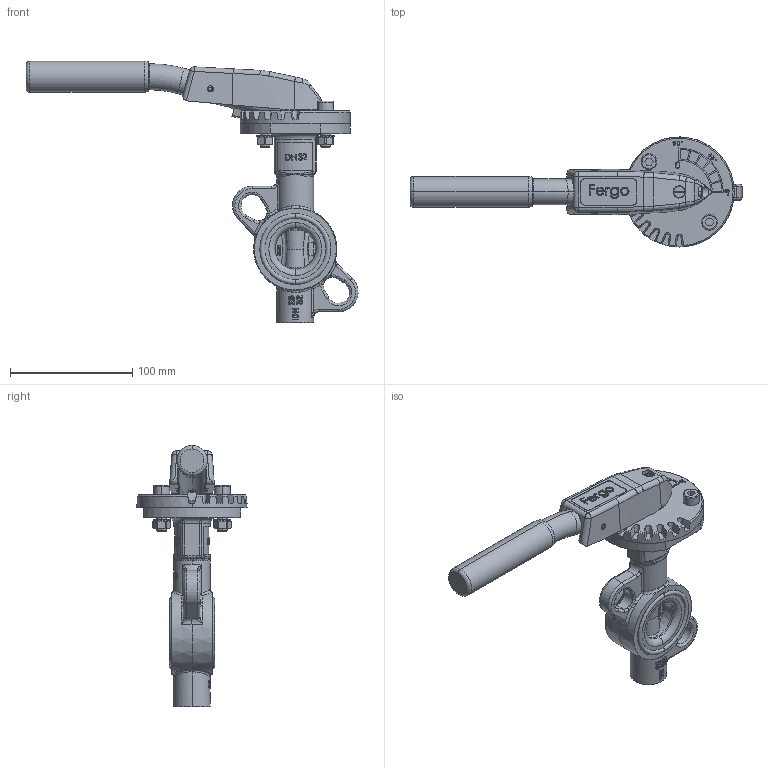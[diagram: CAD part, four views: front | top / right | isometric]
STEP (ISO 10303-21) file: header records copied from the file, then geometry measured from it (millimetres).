
FILE_DESCRIPTION (( 'STEP AP214' ), '1' );
FILE_NAME ('AK210 DN32.STEP', '2022-09-07T08:37:35', ( '' ), ( '' ), 'SwSTEP 2.0', 'SolidWorks 2022', '' );
FILE_SCHEMA (( 'AUTOMOTIVE_DESIGN' ));
Length unit declared in the file: millimetre
Products named in the file (1): AK210 DN32
Bounding box: 271.56 x 90 x 213.82 mm (x, y, z)
Volume: 440405 mm3; surface area: 100525.1 mm2
Topology: 2 solids, 3 shells, 1372 faces, 3604 edges, 2291 vertices
Faces by surface type: plane 659, bspline 313, cylinder 245, cone 71, torus 66, sphere 18
Entity records: 68719 total; most frequent: CARTESIAN_POINT 37806, ORIENTED_EDGE 7136, DIRECTION 5303, EDGE_CURVE 3568, VERTEX_POINT 2291, AXIS2_PLACEMENT_3D 1784, LINE 1735, VECTOR 1735
